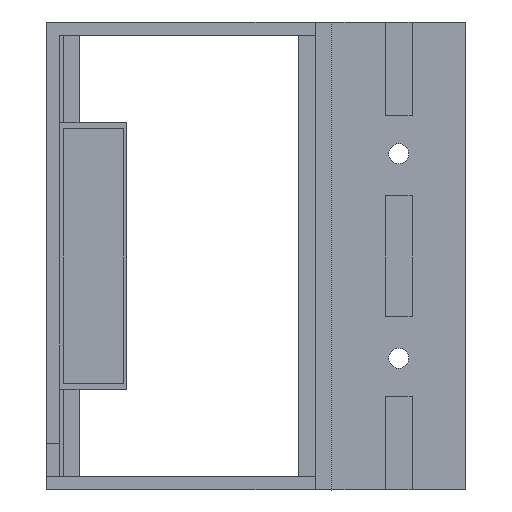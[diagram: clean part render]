
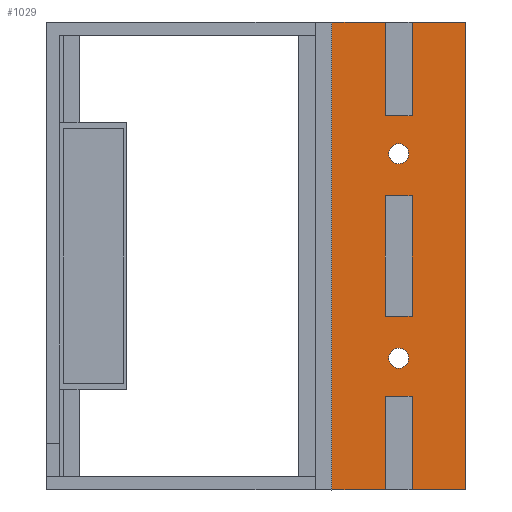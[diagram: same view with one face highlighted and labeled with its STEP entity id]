
A CAD part, front view. The second image highlights one B-rep face of the part: STEP entity #1029.
In plain terms, the highlighted planar face has unit normal (0, -1, 0).
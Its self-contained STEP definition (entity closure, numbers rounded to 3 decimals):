
#19=CIRCLE('',#1099,1.5);
#20=CIRCLE('',#1100,1.5);
#28=FACE_BOUND('',#100,.T.);
#29=FACE_BOUND('',#101,.T.);
#30=FACE_BOUND('',#102,.T.);
#43=FACE_OUTER_BOUND('',#99,.T.);
#99=EDGE_LOOP('',(#709,#710,#711,#712,#713,#714,#715,#716,#717,#718,#719,
#720));
#100=EDGE_LOOP('',(#721));
#101=EDGE_LOOP('',(#722));
#102=EDGE_LOOP('',(#723,#724,#725,#726));
#175=LINE('',#1466,#314);
#179=LINE('',#1474,#318);
#180=LINE('',#1476,#319);
#181=LINE('',#1478,#320);
#182=LINE('',#1480,#321);
#183=LINE('',#1482,#322);
#184=LINE('',#1484,#323);
#185=LINE('',#1486,#324);
#186=LINE('',#1488,#325);
#187=LINE('',#1490,#326);
#188=LINE('',#1492,#327);
#189=LINE('',#1493,#328);
#190=LINE('',#1500,#329);
#191=LINE('',#1502,#330);
#192=LINE('',#1504,#331);
#193=LINE('',#1505,#332);
#314=VECTOR('',#1188,10.);
#318=VECTOR('',#1196,10.);
#319=VECTOR('',#1197,10.);
#320=VECTOR('',#1198,10.);
#321=VECTOR('',#1199,10.);
#322=VECTOR('',#1200,10.);
#323=VECTOR('',#1201,10.);
#324=VECTOR('',#1202,10.);
#325=VECTOR('',#1203,10.);
#326=VECTOR('',#1204,10.);
#327=VECTOR('',#1205,10.);
#328=VECTOR('',#1206,10.);
#329=VECTOR('',#1211,10.);
#330=VECTOR('',#1212,10.);
#331=VECTOR('',#1213,10.);
#332=VECTOR('',#1214,10.);
#449=VERTEX_POINT('',#1463);
#450=VERTEX_POINT('',#1465);
#452=VERTEX_POINT('',#1473);
#453=VERTEX_POINT('',#1475);
#454=VERTEX_POINT('',#1477);
#455=VERTEX_POINT('',#1479);
#456=VERTEX_POINT('',#1481);
#457=VERTEX_POINT('',#1483);
#458=VERTEX_POINT('',#1485);
#459=VERTEX_POINT('',#1487);
#460=VERTEX_POINT('',#1489);
#461=VERTEX_POINT('',#1491);
#462=VERTEX_POINT('',#1494);
#463=VERTEX_POINT('',#1496);
#464=VERTEX_POINT('',#1498);
#465=VERTEX_POINT('',#1499);
#466=VERTEX_POINT('',#1501);
#467=VERTEX_POINT('',#1503);
#550=EDGE_CURVE('',#450,#449,#175,.T.);
#554=EDGE_CURVE('',#452,#449,#179,.T.);
#555=EDGE_CURVE('',#452,#453,#180,.T.);
#556=EDGE_CURVE('',#453,#454,#181,.T.);
#557=EDGE_CURVE('',#454,#455,#182,.T.);
#558=EDGE_CURVE('',#456,#455,#183,.T.);
#559=EDGE_CURVE('',#457,#456,#184,.T.);
#560=EDGE_CURVE('',#457,#458,#185,.T.);
#561=EDGE_CURVE('',#458,#459,#186,.T.);
#562=EDGE_CURVE('',#459,#460,#187,.T.);
#563=EDGE_CURVE('',#460,#461,#188,.T.);
#564=EDGE_CURVE('',#461,#450,#189,.T.);
#565=EDGE_CURVE('',#462,#462,#19,.T.);
#566=EDGE_CURVE('',#463,#463,#20,.T.);
#567=EDGE_CURVE('',#464,#465,#190,.T.);
#568=EDGE_CURVE('',#464,#466,#191,.T.);
#569=EDGE_CURVE('',#466,#467,#192,.T.);
#570=EDGE_CURVE('',#467,#465,#193,.T.);
#709=ORIENTED_EDGE('',*,*,#550,.T.);
#710=ORIENTED_EDGE('',*,*,#554,.F.);
#711=ORIENTED_EDGE('',*,*,#555,.T.);
#712=ORIENTED_EDGE('',*,*,#556,.T.);
#713=ORIENTED_EDGE('',*,*,#557,.T.);
#714=ORIENTED_EDGE('',*,*,#558,.F.);
#715=ORIENTED_EDGE('',*,*,#559,.F.);
#716=ORIENTED_EDGE('',*,*,#560,.T.);
#717=ORIENTED_EDGE('',*,*,#561,.T.);
#718=ORIENTED_EDGE('',*,*,#562,.T.);
#719=ORIENTED_EDGE('',*,*,#563,.T.);
#720=ORIENTED_EDGE('',*,*,#564,.T.);
#721=ORIENTED_EDGE('',*,*,#565,.T.);
#722=ORIENTED_EDGE('',*,*,#566,.T.);
#723=ORIENTED_EDGE('',*,*,#567,.F.);
#724=ORIENTED_EDGE('',*,*,#568,.T.);
#725=ORIENTED_EDGE('',*,*,#569,.T.);
#726=ORIENTED_EDGE('',*,*,#570,.T.);
#978=PLANE('',#1098);
#1029=ADVANCED_FACE('',(#43,#28,#29,#30),#978,.T.);
#1098=AXIS2_PLACEMENT_3D('',#1472,#1194,#1195);
#1099=AXIS2_PLACEMENT_3D('',#1495,#1207,#1208);
#1100=AXIS2_PLACEMENT_3D('',#1497,#1209,#1210);
#1188=DIRECTION('',(0.,0.,-1.));
#1194=DIRECTION('center_axis',(0.,-1.,0.));
#1195=DIRECTION('ref_axis',(-1.,0.,0.));
#1196=DIRECTION('',(-1.,0.,0.));
#1197=DIRECTION('',(0.,0.,1.));
#1198=DIRECTION('',(1.,0.,0.));
#1199=DIRECTION('',(0.,0.,-1.));
#1200=DIRECTION('',(-1.,0.,0.));
#1201=DIRECTION('',(0.,0.,-1.));
#1202=DIRECTION('',(-1.,0.,0.));
#1203=DIRECTION('',(0.,0.,-1.));
#1204=DIRECTION('',(-1.,0.,0.));
#1205=DIRECTION('',(0.,0.,1.));
#1206=DIRECTION('',(-1.,0.,0.));
#1207=DIRECTION('center_axis',(0.,1.,0.));
#1208=DIRECTION('ref_axis',(1.,0.,0.));
#1209=DIRECTION('center_axis',(0.,1.,0.));
#1210=DIRECTION('ref_axis',(1.,0.,0.));
#1211=DIRECTION('',(1.,0.,0.));
#1212=DIRECTION('',(0.,0.,1.));
#1213=DIRECTION('',(1.,0.,0.));
#1214=DIRECTION('',(0.,0.,-1.));
#1463=CARTESIAN_POINT('',(42.7,-20.,-70.));
#1465=CARTESIAN_POINT('',(42.7,-20.,0.));
#1466=CARTESIAN_POINT('',(42.7,-20.,-35.));
#1472=CARTESIAN_POINT('Origin',(62.7,-20.,0.));
#1473=CARTESIAN_POINT('',(50.7,-20.,-70.));
#1474=CARTESIAN_POINT('',(62.7,-20.,-70.));
#1475=CARTESIAN_POINT('',(50.7,-20.,-56.));
#1476=CARTESIAN_POINT('',(50.7,-20.,-35.));
#1477=CARTESIAN_POINT('',(54.7,-20.,-56.));
#1478=CARTESIAN_POINT('',(57.7,-20.,-56.));
#1479=CARTESIAN_POINT('',(54.7,-20.,-70.));
#1480=CARTESIAN_POINT('',(54.7,-20.,-35.));
#1481=CARTESIAN_POINT('',(62.7,-20.,-70.));
#1482=CARTESIAN_POINT('',(62.7,-20.,-70.));
#1483=CARTESIAN_POINT('',(62.7,-20.,0.));
#1484=CARTESIAN_POINT('',(62.7,-20.,0.));
#1485=CARTESIAN_POINT('',(54.7,-20.,0.));
#1486=CARTESIAN_POINT('',(62.7,-20.,0.));
#1487=CARTESIAN_POINT('',(54.7,-20.,-14.));
#1488=CARTESIAN_POINT('',(54.7,-20.,0.));
#1489=CARTESIAN_POINT('',(50.7,-20.,-14.));
#1490=CARTESIAN_POINT('',(57.7,-20.,-14.));
#1491=CARTESIAN_POINT('',(50.7,-20.,0.));
#1492=CARTESIAN_POINT('',(50.7,-20.,0.));
#1493=CARTESIAN_POINT('',(62.7,-20.,0.));
#1494=CARTESIAN_POINT('',(51.2,-20.,-50.282));
#1495=CARTESIAN_POINT('Origin',(52.7,-20.,-50.282));
#1496=CARTESIAN_POINT('',(51.2,-20.,-19.718));
#1497=CARTESIAN_POINT('Origin',(52.7,-20.,-19.718));
#1498=CARTESIAN_POINT('',(50.7,-20.,-44.));
#1499=CARTESIAN_POINT('',(54.7,-20.,-44.));
#1500=CARTESIAN_POINT('',(54.7,-20.,-44.));
#1501=CARTESIAN_POINT('',(50.7,-20.,-26.));
#1502=CARTESIAN_POINT('',(50.7,-20.,0.));
#1503=CARTESIAN_POINT('',(54.7,-20.,-26.));
#1504=CARTESIAN_POINT('',(54.7,-20.,-26.));
#1505=CARTESIAN_POINT('',(54.7,-20.,0.));
